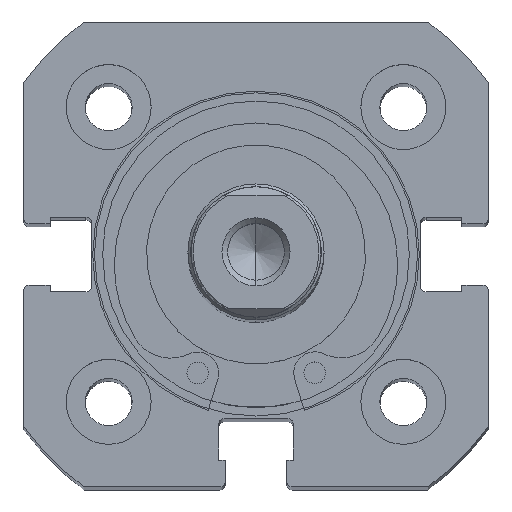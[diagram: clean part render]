
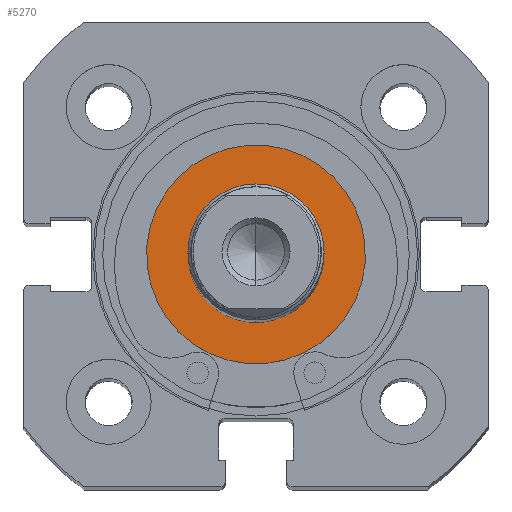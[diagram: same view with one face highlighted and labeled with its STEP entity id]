
A CAD part, top view. The second image highlights one B-rep face of the part: STEP entity #5270.
In plain terms, the highlighted face is planar.
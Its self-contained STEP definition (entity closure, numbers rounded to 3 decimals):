
#2 = VERTEX_POINT ( 'NONE', #1931 ) ;
#7 = VERTEX_POINT ( 'NONE', #1915 ) ;
#8 = VERTEX_POINT ( 'NONE', #1912 ) ;
#28 = VERTEX_POINT ( 'NONE', #1844 ) ;
#233 = EDGE_CURVE ( 'NONE', #8, #7, #2452, .T. ) ;
#255 = EDGE_CURVE ( 'NONE', #2, #28, #2480, .T. ) ;
#273 = EDGE_CURVE ( 'NONE', #7, #8, #2504, .T. ) ;
#275 = EDGE_CURVE ( 'NONE', #28, #2, #2507, .T. ) ;
#427 = AXIS2_PLACEMENT_3D ( 'NONE', #1527, #1526, #1525 ) ;
#443 = AXIS2_PLACEMENT_3D ( 'NONE', #1443, #1441, #1440 ) ;
#450 = AXIS2_PLACEMENT_3D ( 'NONE', #1382, #1379, #1377 ) ;
#456 = AXIS2_PLACEMENT_3D ( 'NONE', #1380, #1369, #1367 ) ;
#671 = AXIS2_PLACEMENT_3D ( 'NONE', #3924, #3933, #3934 ) ;
#1367 = DIRECTION ( 'NONE',  ( 0., 0., 1. ) ) ;
#1369 = DIRECTION ( 'NONE',  ( -1., 0., 0. ) ) ;
#1377 = DIRECTION ( 'NONE',  ( 0., 0., 1. ) ) ;
#1379 = DIRECTION ( 'NONE',  ( -1., 0., 0. ) ) ;
#1380 = CARTESIAN_POINT ( 'NONE',  ( 0., 0., 0. ) ) ;
#1382 = CARTESIAN_POINT ( 'NONE',  ( 0., 0., 0. ) ) ;
#1440 = DIRECTION ( 'NONE',  ( 0., 0., 1. ) ) ;
#1441 = DIRECTION ( 'NONE',  ( -1., 0., 0. ) ) ;
#1443 = CARTESIAN_POINT ( 'NONE',  ( 0., 0., 0. ) ) ;
#1525 = DIRECTION ( 'NONE',  ( 0., 0., 1. ) ) ;
#1526 = DIRECTION ( 'NONE',  ( -1., 0., 0. ) ) ;
#1527 = CARTESIAN_POINT ( 'NONE',  ( 0., 0., 0. ) ) ;
#1844 = CARTESIAN_POINT ( 'NONE',  ( 0., 0., 6. ) ) ;
#1912 = CARTESIAN_POINT ( 'NONE',  ( 0., 0., 9.65 ) ) ;
#1915 = CARTESIAN_POINT ( 'NONE',  ( 0., 0., -9.65 ) ) ;
#1931 = CARTESIAN_POINT ( 'NONE',  ( 0., 0., -6. ) ) ;
#2452 = CIRCLE ( 'NONE', #427, 9.65 ) ;
#2480 = CIRCLE ( 'NONE', #443, 6. ) ;
#2504 = CIRCLE ( 'NONE', #450, 9.65 ) ;
#2507 = CIRCLE ( 'NONE', #456, 6. ) ;
#3066 = FACE_OUTER_BOUND ( 'NONE', #5667, .T. ) ;
#3076 = FACE_BOUND ( 'NONE', #5655, .T. ) ;
#3924 = CARTESIAN_POINT ( 'NONE',  ( 0., 9.65, 0. ) ) ;
#3932 = PLANE ( 'NONE',  #671 ) ;
#3933 = DIRECTION ( 'NONE',  ( 1., 0., 0. ) ) ;
#3934 = DIRECTION ( 'NONE',  ( 0., 0., -1. ) ) ;
#5270 = ADVANCED_FACE ( 'NONE', ( #3076, #3066 ), #3932, .F. ) ;
#5655 = EDGE_LOOP ( 'NONE', ( #5840, #5839 ) ) ;
#5667 = EDGE_LOOP ( 'NONE', ( #5838, #5837 ) ) ;
#5837 = ORIENTED_EDGE ( 'NONE', *, *, #273, .T. ) ;
#5838 = ORIENTED_EDGE ( 'NONE', *, *, #233, .T. ) ;
#5839 = ORIENTED_EDGE ( 'NONE', *, *, #255, .F. ) ;
#5840 = ORIENTED_EDGE ( 'NONE', *, *, #275, .F. ) ;
